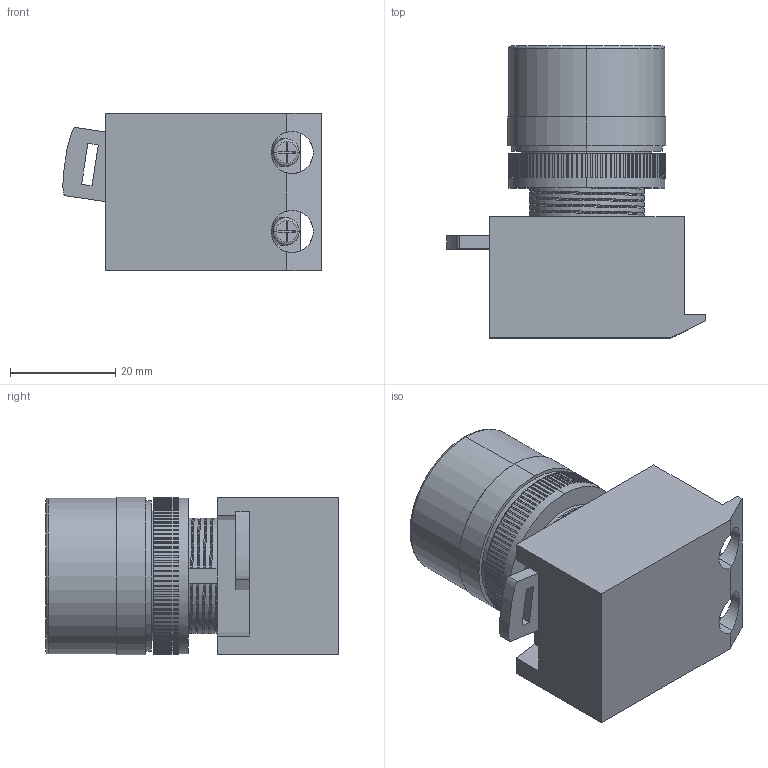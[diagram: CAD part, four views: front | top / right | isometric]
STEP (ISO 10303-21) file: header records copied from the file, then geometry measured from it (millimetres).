
FILE_DESCRIPTION (( 'STEP AP214' ), '1' );
FILE_NAME ('BLS30-ALTE-K08 Ëàìïà AL-22TE ñèãíàëüíàÿ d22ìì ïðîçðà÷. íåîí_240Â öèëèí. ÈÝÊ.STEP', '2018-01-15T10:27:09', ( '' ), ( '' ), 'SwSTEP 2.0', 'SolidWorks 2014', '' );
FILE_SCHEMA (( 'AUTOMOTIVE_DESIGN' ));
Length unit declared in the file: millimetre
Products named in the file (1): BLS30-ALTE-K08 Ëàìïà AL-22TE ñèãíàëüíàÿ d22ìì ïðîçðà÷. íåîí_240Â öèëèí. ÈÝÊ
Bounding box: 49.08 x 55.5 x 30 mm (x, y, z)
Volume: 44617.6 mm3; surface area: 10446.5 mm2
Topology: 1 solids, 1 shells, 539 faces, 1577 edges, 1046 vertices
Faces by surface type: plane 477, cylinder 35, bspline 21, torus 6
Entity records: 29851 total; most frequent: CARTESIAN_POINT 15563, ORIENTED_EDGE 3154, DIRECTION 2778, EDGE_CURVE 1577, LINE 1234, VECTOR 1234, VERTEX_POINT 1046, AXIS2_PLACEMENT_3D 772
